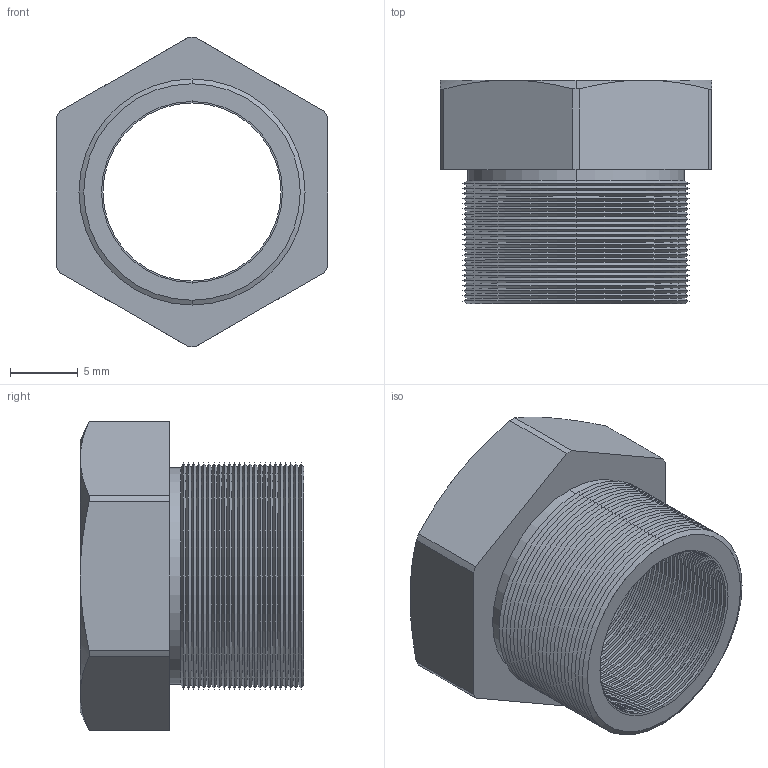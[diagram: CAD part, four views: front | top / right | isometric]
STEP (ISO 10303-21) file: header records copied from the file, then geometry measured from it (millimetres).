
FILE_DESCRIPTION (( 'STEP AP203' ), '1' );
FILE_NAME ('RM-6340-SS.STEP', '2006-04-17T09:01:57', ( 'bay06' ), ( '' ), 'SwSTEP 2.0', 'SolidWorks 2008', '' );
FILE_SCHEMA (( 'CONFIG_CONTROL_DESIGN' ));
Length unit declared in the file: inch
Products named in the file (1): RM-6340-SS
Bounding box: 20.07 x 16.51 x 22.88 mm (x, y, z)
Volume: 2081.3 mm3; surface area: 3225.5 mm2
Topology: 1 solids, 1 shells, 363 faces, 738 edges, 378 vertices
Faces by surface type: cone 263, cylinder 91, plane 9
Entity records: 9325 total; most frequent: DIRECTION 1820, CARTESIAN_POINT 1544, ORIENTED_EDGE 1476, EDGE_CURVE 738, AXIS2_PLACEMENT_3D 730, VERTEX_POINT 378, EDGE_LOOP 366, CIRCLE 366
